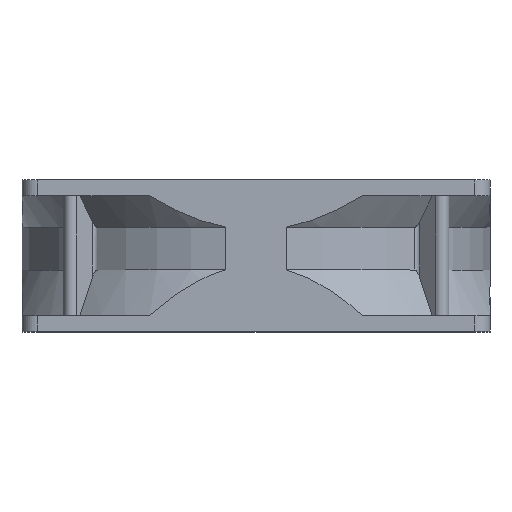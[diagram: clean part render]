
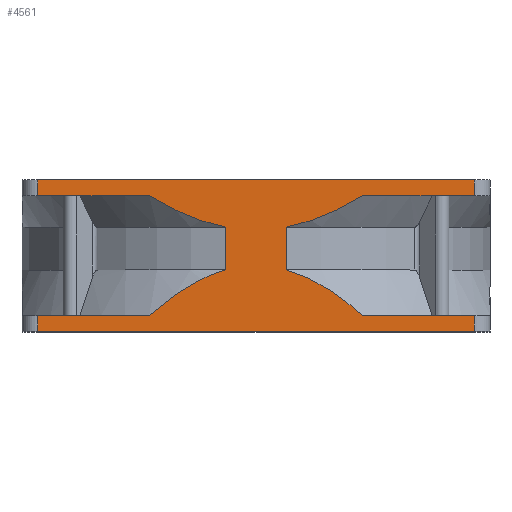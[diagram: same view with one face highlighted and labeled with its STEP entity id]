
A CAD part, top view. The second image highlights one B-rep face of the part: STEP entity #4561.
In plain terms, the highlighted planar face has unit normal (0, 0, 1).
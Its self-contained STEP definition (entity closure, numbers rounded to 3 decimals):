
#1527=CARTESIAN_POINT('POINT6261',(27.133,34.5,
   59.5));
#1528=VERTEX_POINT('VERTEX6261',#1527);
#1529=CARTESIAN_POINT('POINT6262',(7.73,26.5,
   59.5));
#1530=VERTEX_POINT('VERTEX6262',#1529);
#1531=(BOUNDED_CURVE() B_SPLINE_CURVE(2,(#1532,#1533,#1534),
   .UNSPECIFIED.,.F.,.F.) B_SPLINE_CURVE_WITH_KNOTS((3,3),(0.,
   21.075),.UNSPECIFIED.) CURVE() 
   GEOMETRIC_REPRESENTATION_ITEM() RATIONAL_B_SPLINE_CURVE((1.,
   1.012,1.)) REPRESENTATION_ITEM(
   'SPLINE_CRV428'));
#1532=CARTESIAN_POINT('',(27.133,34.5,59.5));
#1533=CARTESIAN_POINT('',(17.014,28.274,
   59.5));
#1534=CARTESIAN_POINT('',(7.73,26.5,59.5));
#1535=EDGE_CURVE('EDGE9517',#1528,#1530,#1531,.T.);
#1546=CARTESIAN_POINT('POINT6263',(7.73,15.611,
   59.5));
#1547=VERTEX_POINT('VERTEX6263',#1546);
#1548=CARTESIAN_POINT('POS10742',(7.73,21.056,
   59.5));
#1549=DIRECTION('DIR17246',(0.,-1.,
   0.));
#1550=VECTOR('VEC4238',#1549,1.);
#1551=LINE('STRAIGHT4238',#1548,#1550);
#1552=EDGE_CURVE('EDGE9520',#1530,#1547,#1551,.T.);
#1561=CARTESIAN_POINT('POINT6264',(27.133,
   4.,59.5));
#1562=VERTEX_POINT('VERTEX6264',#1561);
#1563=(BOUNDED_CURVE() B_SPLINE_CURVE(2,(#1564,#1565,#1566),
   .UNSPECIFIED.,.F.,.F.) B_SPLINE_CURVE_WITH_KNOTS((3,3),(
   0.001,22.76),.UNSPECIFIED.) CURVE() 
   GEOMETRIC_REPRESENTATION_ITEM() RATIONAL_B_SPLINE_CURVE((
   1.,1.012,1.)) 
   REPRESENTATION_ITEM('SPLINE_CRV429'));
#1564=CARTESIAN_POINT('',(7.73,15.611,59.5));
#1565=CARTESIAN_POINT('',(17.014,13.037,
   59.5));
#1566=CARTESIAN_POINT('',(27.133,4.,
   59.5));
#1567=EDGE_CURVE('EDGE9522',#1547,#1562,#1563,.T.);
#1596=CARTESIAN_POINT('POINT6267',(55.5,4.,59.5));
#1597=VERTEX_POINT('VERTEX6267',#1596);
#1598=CARTESIAN_POINT('POS10744',(-55.5,4.,59.5));
#1599=DIRECTION('DIR17249',(-1.,0.,0.));
#1600=VECTOR('VEC4239',#1599,1.);
#1601=LINE('STRAIGHT4239',#1598,#1600);
#1602=EDGE_CURVE('EDGE9526',#1597,#1562,#1601,.T.);
#1642=CARTESIAN_POINT('POINT6272',(-55.5,4.,
   59.5));
#1643=VERTEX_POINT('VERTEX6272',#1642);
#1651=CARTESIAN_POINT('POINT6273',(-27.133,4.,
   59.5));
#1652=VERTEX_POINT('VERTEX6273',#1651);
#1653=EDGE_CURVE('EDGE9533',#1652,#1643,#1601,.T.);
#1660=CARTESIAN_POINT('POINT6274',(-7.73,15.611,
   59.5));
#1661=VERTEX_POINT('VERTEX6274',#1660);
#1662=(BOUNDED_CURVE() B_SPLINE_CURVE(2,(#1663,#1664,#1665),
   .UNSPECIFIED.,.F.,.F.) B_SPLINE_CURVE_WITH_KNOTS((3,3),(0.,
   22.759),.UNSPECIFIED.) CURVE() 
   GEOMETRIC_REPRESENTATION_ITEM() RATIONAL_B_SPLINE_CURVE((1.,
   1.012,1.)) REPRESENTATION_ITEM(
   'SPLINE_CRV430'));
#1663=CARTESIAN_POINT('',(-27.133,4.,
   59.5));
#1664=CARTESIAN_POINT('',(-17.014,13.037,
   59.5));
#1665=CARTESIAN_POINT('',(-7.73,15.611,59.5))
   ;
#1666=EDGE_CURVE('EDGE9535',#1652,#1661,#1662,.T.);
#1677=CARTESIAN_POINT('POINT6275',(-7.73,26.5,
   59.5));
#1678=VERTEX_POINT('VERTEX6275',#1677);
#1679=CARTESIAN_POINT('POS10748',(-7.73,21.056,
   59.5));
#1680=DIRECTION('DIR17256',(0.,1.,
   0.));
#1681=VECTOR('VEC4240',#1680,1.);
#1682=LINE('STRAIGHT4240',#1679,#1681);
#1683=EDGE_CURVE('EDGE9537',#1661,#1678,#1682,.T.);
#1692=CARTESIAN_POINT('POINT6276',(-27.133,34.5,
   59.5));
#1693=VERTEX_POINT('VERTEX6276',#1692);
#1694=(BOUNDED_CURVE() B_SPLINE_CURVE(2,(#1695,#1696,#1697),
   .UNSPECIFIED.,.F.,.F.) B_SPLINE_CURVE_WITH_KNOTS((3,3),(
   0.002,21.077),.UNSPECIFIED.) CURVE() 
   GEOMETRIC_REPRESENTATION_ITEM() RATIONAL_B_SPLINE_CURVE((
   1.,1.012,1.)) 
   REPRESENTATION_ITEM('SPLINE_CRV431'));
#1695=CARTESIAN_POINT('',(-7.73,26.5,59.5));
#1696=CARTESIAN_POINT('',(-17.014,28.274,
   59.5));
#1697=CARTESIAN_POINT('',(-27.133,34.5,59.5));
#1698=EDGE_CURVE('EDGE9539',#1678,#1693,#1694,.T.);
#1726=CARTESIAN_POINT('POINT6279',(-55.5,34.5,
   59.5));
#1727=VERTEX_POINT('VERTEX6279',#1726);
#1728=CARTESIAN_POINT('POS10750',(0.,34.5,59.5));
#1729=DIRECTION('DIR17259',(1.,0.,0.));
#1730=VECTOR('VEC4241',#1729,1.);
#1731=LINE('STRAIGHT4241',#1728,#1730);
#1732=EDGE_CURVE('EDGE9543',#1727,#1693,#1731,.T.);
#1827=CARTESIAN_POINT('POINT6288',(55.5,34.5,59.5));
#1828=VERTEX_POINT('VERTEX6288',#1827);
#1836=EDGE_CURVE('EDGE9555',#1528,#1828,#1731,.T.);
#4011=CARTESIAN_POINT('POINT6433',(55.5,0.,59.5));
#4012=VERTEX_POINT('VERTEX6433',#4011);
#4013=CARTESIAN_POINT('POS11021',(55.5,0.,59.5));
#4014=DIRECTION('DIR17713',(0.,1.,0.));
#4015=VECTOR('VEC4329',#4014,1.);
#4016=LINE('STRAIGHT4329',#4013,#4015);
#4017=EDGE_CURVE('EDGE9757',#4012,#1597,#4016,.T.);
#4115=CARTESIAN_POINT('POINT6440',(-55.5,0.,
   59.5));
#4116=VERTEX_POINT('VERTEX6440',#4115);
#4124=CARTESIAN_POINT('POS11035',(-55.5,0.,
   59.5));
#4125=DIRECTION('DIR17734',(0.,1.,0.));
#4126=VECTOR('VEC4336',#4125,1.);
#4127=LINE('STRAIGHT4336',#4124,#4126);
#4128=EDGE_CURVE('EDGE9768',#4116,#1643,#4127,.T.);
#4298=CARTESIAN_POINT('POINT6449',(-55.5,38.5,
   59.5));
#4299=VERTEX_POINT('VERTEX6449',#4298);
#4316=CARTESIAN_POINT('POS11055',(-55.5,34.5,
   59.5));
#4317=DIRECTION('DIR17764',(0.,1.,0.));
#4318=VECTOR('VEC4346',#4317,1.);
#4319=LINE('STRAIGHT4346',#4316,#4318);
#4320=EDGE_CURVE('EDGE9787',#1727,#4299,#4319,.T.);
#4503=CARTESIAN_POINT('POINT6456',(55.5,38.5,59.5));
#4504=VERTEX_POINT('VERTEX6456',#4503);
#4512=CARTESIAN_POINT('POS11076',(55.5,34.5,59.5));
#4513=DIRECTION('DIR17794',(0.,1.,0.));
#4514=VECTOR('VEC4358',#4513,1.);
#4515=LINE('STRAIGHT4358',#4512,#4514);
#4516=EDGE_CURVE('EDGE9802',#1828,#4504,#4515,.T.);
#4528=CARTESIAN_POINT('POS11078',(-55.5,38.5,59.5));
#4529=DIRECTION('DIR17797',(-1.,0.,0.));
#4530=VECTOR('VEC4359',#4529,1.);
#4531=LINE('STRAIGHT4359',#4528,#4530);
#4532=EDGE_CURVE('EDGE9803',#4504,#4299,#4531,.T.);
#4533=ORIENTED_EDGE('COEDGE19421',*,*,#4532,.T.);
#4534=ORIENTED_EDGE('COEDGE19422',*,*,#4320,.F.);
#4535=ORIENTED_EDGE('COEDGE19423',*,*,#1732,.T.);
#4536=ORIENTED_EDGE('COEDGE19424',*,*,#1698,.F.);
#4537=ORIENTED_EDGE('COEDGE19425',*,*,#1683,.F.);
#4538=ORIENTED_EDGE('COEDGE19426',*,*,#1666,.F.);
#4539=ORIENTED_EDGE('COEDGE19427',*,*,#1653,.T.);
#4540=ORIENTED_EDGE('COEDGE19428',*,*,#4128,.F.);
#4541=CARTESIAN_POINT('POS11079',(0.,0.,59.5));
#4542=DIRECTION('DIR17798',(1.,0.,0.));
#4543=VECTOR('VEC4360',#4542,1.);
#4544=LINE('STRAIGHT4360',#4541,#4543);
#4545=EDGE_CURVE('EDGE9804',#4116,#4012,#4544,.T.);
#4546=ORIENTED_EDGE('COEDGE19429',*,*,#4545,.T.);
#4547=ORIENTED_EDGE('COEDGE19430',*,*,#4017,.T.);
#4548=ORIENTED_EDGE('COEDGE19431',*,*,#1602,.T.);
#4549=ORIENTED_EDGE('COEDGE19432',*,*,#1567,.F.);
#4550=ORIENTED_EDGE('COEDGE19433',*,*,#1552,.F.);
#4551=ORIENTED_EDGE('COEDGE19434',*,*,#1535,.F.);
#4552=ORIENTED_EDGE('COEDGE19435',*,*,#1836,.T.);
#4553=ORIENTED_EDGE('COEDGE19436',*,*,#4516,.T.);
#4554=EDGE_LOOP('NONE',(#4533,#4534,#4535,#4536,#4537,#4538,#4539,#4540,
   #4546,#4547,#4548,#4549,#4550,#4551,#4552,#4553));
#4555=FACE_BOUND('LOOP1',#4554,.T.);
#4556=CARTESIAN_POINT('POS11080',(0.,34.5,59.5));
#4557=DIRECTION('DIR17799',(0.,0.,1.));
#4558=DIRECTION('DIR17800',(1.,0.,0.));
#4559=AXIS2_PLACEMENT_3D('AXIS6720',#4556,#4557,#4558);
#4560=PLANE('PLANE1045',#4559);
#4561=ADVANCED_FACE('FACE3463',(#4555),#4560,.T.);
